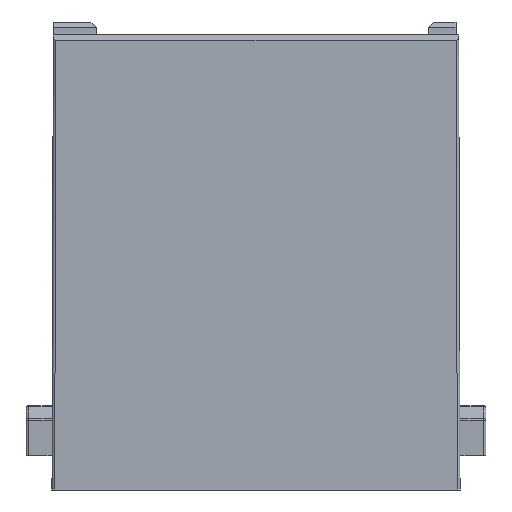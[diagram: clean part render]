
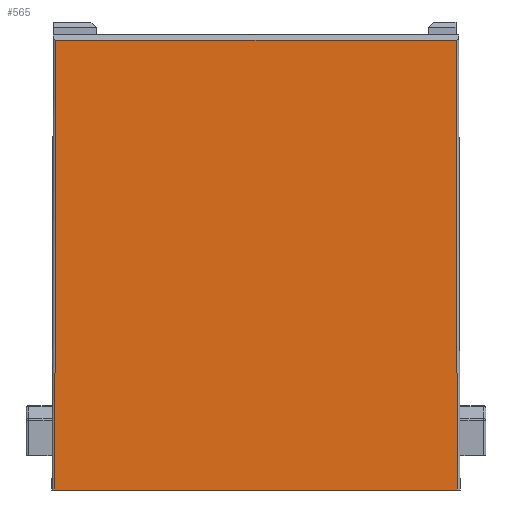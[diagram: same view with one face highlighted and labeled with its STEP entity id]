
A CAD part, front view. The second image highlights one B-rep face of the part: STEP entity #565.
In plain terms, the highlighted planar face has unit normal (0, -1, 0.003).
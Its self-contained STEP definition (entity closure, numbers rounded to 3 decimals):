
#565=ADVANCED_FACE('',(#882),#780,.T.);
#780=PLANE('',#3405);
#882=FACE_OUTER_BOUND('',#999,.T.);
#999=EDGE_LOOP('',(#1698,#1699,#1700,#1701));
#1698=ORIENTED_EDGE('',*,*,#2710,.T.);
#1699=ORIENTED_EDGE('',*,*,#2741,.T.);
#1700=ORIENTED_EDGE('',*,*,#2700,.T.);
#1701=ORIENTED_EDGE('',*,*,#2742,.T.);
#2402=VERTEX_POINT('',#5002);
#2403=VERTEX_POINT('',#5003);
#2412=VERTEX_POINT('',#5023);
#2413=VERTEX_POINT('',#5025);
#2700=EDGE_CURVE('',#2402,#2403,#3037,.T.);
#2710=EDGE_CURVE('',#2413,#2412,#3042,.T.);
#2741=EDGE_CURVE('',#2412,#2402,#3064,.T.);
#2742=EDGE_CURVE('',#2403,#2413,#3065,.T.);
#3037=LINE('',#5001,#3192);
#3042=LINE('',#5024,#3197);
#3064=LINE('',#5080,#3219);
#3065=LINE('',#5081,#3220);
#3192=VECTOR('',#3926,1.);
#3197=VECTOR('',#3945,1.);
#3219=VECTOR('',#3993,1.);
#3220=VECTOR('',#3994,1.);
#3405=AXIS2_PLACEMENT_3D('',#5082,#3995,#3996);
#3926=DIRECTION('',(-0.003,-0.003,-1.));
#3945=DIRECTION('',(-0.003,0.003,1.));
#3993=DIRECTION('',(-1.,0.,0.));
#3994=DIRECTION('',(1.,0.,0.));
#3995=DIRECTION('',(0.,-1.,0.003));
#3996=DIRECTION('',(0.,-0.003,-1.));
#5001=CARTESIAN_POINT('',(-14.9,-7.25,-37.668));
#5002=CARTESIAN_POINT('',(-14.852,-7.202,-21.255));
#5003=CARTESIAN_POINT('',(-14.95,-7.3,-54.655));
#5023=CARTESIAN_POINT('',(14.852,-7.202,-21.255));
#5024=CARTESIAN_POINT('',(14.901,-7.25,-37.755));
#5025=CARTESIAN_POINT('',(14.95,-7.3,-54.655));
#5080=CARTESIAN_POINT('',(14.901,-7.202,-21.255));
#5081=CARTESIAN_POINT('',(14.901,-7.3,-54.655));
#5082=CARTESIAN_POINT('',(14.901,-7.25,-37.755));
